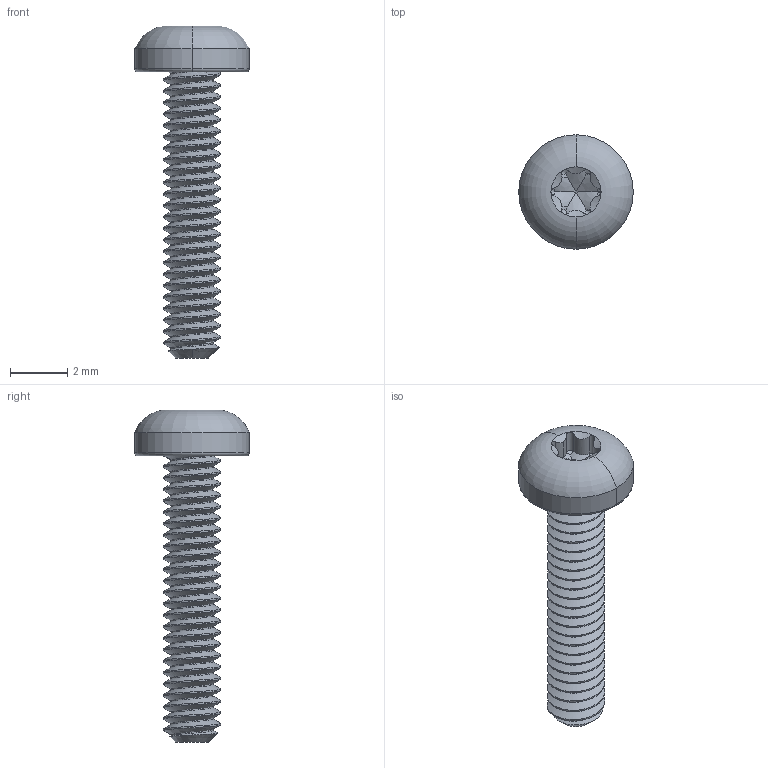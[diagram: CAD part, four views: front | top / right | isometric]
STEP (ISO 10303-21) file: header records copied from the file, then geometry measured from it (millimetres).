
FILE_DESCRIPTION (( 'STEP AP203' ), '1' );
FILE_NAME ('90304A326_Zinc-Plated Steel Pan Head Torx Screws.STEP', '2021-09-01T15:56:44', ( 'Administrator' ), ( 'Managed by Terraform' ), 'SwSTEP 2.0', 'SolidWorks 2017', '' );
FILE_SCHEMA (( 'CONFIG_CONTROL_DESIGN' ));
Length unit declared in the file: millimetre
Products named in the file (1): 90304A326_Zinc-Plated Steel Pan Head Torx Screws
Bounding box: 4 x 4 x 11.6 mm (x, y, z)
Volume: 39.6 mm3; surface area: 136.6 mm2
Topology: 1 solids, 1 shells, 101 faces, 272 edges, 165 vertices
Faces by surface type: cylinder 66, cone 26, torus 4, bspline 3, plane 2
Entity records: 5985 total; most frequent: CARTESIAN_POINT 3793, ORIENTED_EDGE 526, DIRECTION 365, EDGE_CURVE 263, VERTEX_POINT 165, AXIS2_PLACEMENT_3D 140, EDGE_LOOP 102, FACE_OUTER_BOUND 101
